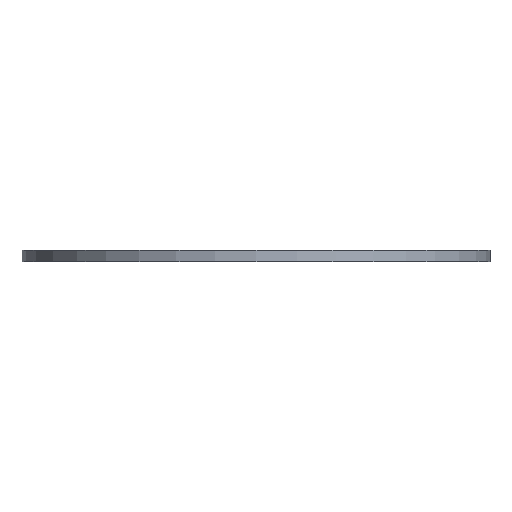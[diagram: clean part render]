
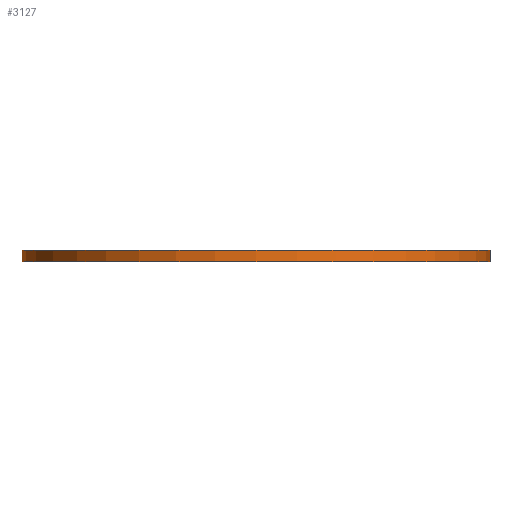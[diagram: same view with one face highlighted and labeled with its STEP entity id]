
A CAD part, front view. The second image highlights one B-rep face of the part: STEP entity #3127.
In plain terms, the highlighted cylindrical face has radius 30 mm (diameter 60 mm), a full revolution.
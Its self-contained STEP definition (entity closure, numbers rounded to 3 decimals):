
#926=ORIENTED_EDGE('',*,*,#1852,.F.);
#927=ORIENTED_EDGE('',*,*,#1853,.T.);
#1852=EDGE_CURVE('',#2315,#2315,#2625,.T.);
#1853=EDGE_CURVE('',#2316,#2316,#2626,.T.);
#2315=VERTEX_POINT('',#4460);
#2316=VERTEX_POINT('',#4462);
#2625=CIRCLE('',#3316,30.);
#2626=CIRCLE('',#3317,30.);
#2703=EDGE_LOOP('',(#926));
#2704=EDGE_LOOP('',(#927));
#2896=FACE_BOUND('',#2703,.T.);
#2897=FACE_BOUND('',#2704,.T.);
#3088=CYLINDRICAL_SURFACE('',#3315,30.);
#3127=ADVANCED_FACE('',(#2896,#2897),#3088,.T.);
#3315=AXIS2_PLACEMENT_3D('',#4458,#3571,#3572);
#3316=AXIS2_PLACEMENT_3D('',#4459,#3573,#3574);
#3317=AXIS2_PLACEMENT_3D('',#4461,#3575,#3576);
#3571=DIRECTION('',(0.,0.,-1.));
#3572=DIRECTION('',(-1.,0.,0.));
#3573=DIRECTION('',(0.,0.,1.));
#3574=DIRECTION('',(1.,0.,0.));
#3575=DIRECTION('',(0.,0.,1.));
#3576=DIRECTION('',(1.,0.,0.));
#4458=CARTESIAN_POINT('',(0.,0.,1.5));
#4459=CARTESIAN_POINT('',(0.,0.,1.5));
#4460=CARTESIAN_POINT('',(30.,0.,1.5));
#4461=CARTESIAN_POINT('',(0.,0.,0.));
#4462=CARTESIAN_POINT('',(30.,0.,0.));
